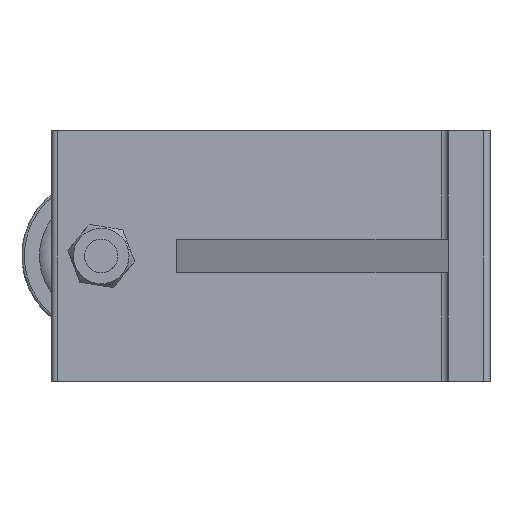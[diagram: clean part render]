
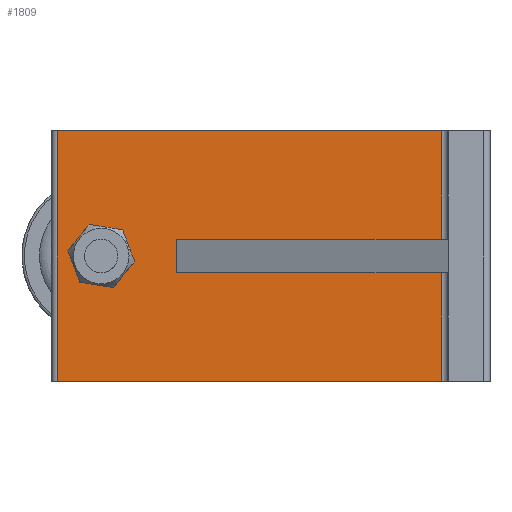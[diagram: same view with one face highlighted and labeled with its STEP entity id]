
A CAD part, left-side view. The second image highlights one B-rep face of the part: STEP entity #1809.
In plain terms, the highlighted planar face has unit normal (-1, 0, 0).
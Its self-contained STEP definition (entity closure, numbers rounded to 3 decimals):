
#71 = LINE ( 'NONE', #1497, #1614 ) ;
#91 = FACE_BOUND ( 'NONE', #2207, .T. ) ;
#98 = VERTEX_POINT ( 'NONE', #1578 ) ;
#184 = AXIS2_PLACEMENT_3D ( 'NONE', #2027, #1031, #2922 ) ;
#185 = EDGE_CURVE ( 'NONE', #1856, #814, #2061, .T. ) ;
#226 = VECTOR ( 'NONE', #2491, 1000. ) ;
#249 = EDGE_CURVE ( 'NONE', #98, #1145, #2392, .T. ) ;
#286 = CARTESIAN_POINT ( 'NONE',  ( 15., 37.5, 15. ) ) ;
#345 = CARTESIAN_POINT ( 'NONE',  ( 15., 51.75, -15. ) ) ;
#349 = ORIENTED_EDGE ( 'NONE', *, *, #2156, .T. ) ;
#402 = CARTESIAN_POINT ( 'NONE',  ( 15., 52.5, 2. ) ) ;
#442 = DIRECTION ( 'NONE',  ( 0., -1., 0. ) ) ;
#543 = EDGE_CURVE ( 'NONE', #796, #2272, #2682, .T. ) ;
#575 = EDGE_CURVE ( 'NONE', #814, #2272, #71, .T. ) ;
#625 = VECTOR ( 'NONE', #1306, 1000. ) ;
#652 = DIRECTION ( 'NONE',  ( 0., -1., 0. ) ) ;
#673 = VECTOR ( 'NONE', #2477, 1000. ) ;
#712 = VERTEX_POINT ( 'NONE', #1336 ) ;
#741 = CARTESIAN_POINT ( 'NONE',  ( 15., 52.5, 15. ) ) ;
#788 = DIRECTION ( 'NONE',  ( 1., 0., 0. ) ) ;
#796 = VERTEX_POINT ( 'NONE', #2966 ) ;
#804 = CARTESIAN_POINT ( 'NONE',  ( 15., 5.75, -15. ) ) ;
#814 = VERTEX_POINT ( 'NONE', #804 ) ;
#830 = CIRCLE ( 'NONE', #2475, 2. ) ;
#831 = CARTESIAN_POINT ( 'NONE',  ( 15., 5.75, 15. ) ) ;
#890 = LINE ( 'NONE', #831, #625 ) ;
#947 = ORIENTED_EDGE ( 'NONE', *, *, #575, .T. ) ;
#960 = VECTOR ( 'NONE', #652, 1000. ) ;
#978 = CIRCLE ( 'NONE', #2726, 2. ) ;
#1031 = DIRECTION ( 'NONE',  ( 1., 0., 0. ) ) ;
#1081 = CARTESIAN_POINT ( 'NONE',  ( 15., 46.5, -2. ) ) ;
#1092 = ORIENTED_EDGE ( 'NONE', *, *, #1322, .T. ) ;
#1108 = CARTESIAN_POINT ( 'NONE',  ( 15., 5.75, -2. ) ) ;
#1145 = VERTEX_POINT ( 'NONE', #1659 ) ;
#1200 = DIRECTION ( 'NONE',  ( 0., 0., 1. ) ) ;
#1242 = DIRECTION ( 'NONE',  ( 0., 1., 0. ) ) ;
#1272 = LINE ( 'NONE', #1541, #226 ) ;
#1306 = DIRECTION ( 'NONE',  ( 0., 0., 1. ) ) ;
#1321 = EDGE_LOOP ( 'NONE', ( #2116, #1772, #2480, #1092, #2051, #947, #3007, #2655 ) ) ;
#1322 = EDGE_CURVE ( 'NONE', #98, #1856, #1272, .T. ) ;
#1324 = VECTOR ( 'NONE', #442, 1000. ) ;
#1336 = CARTESIAN_POINT ( 'NONE',  ( 15., 37.5, 2. ) ) ;
#1369 = VERTEX_POINT ( 'NONE', #1081 ) ;
#1383 = CARTESIAN_POINT ( 'NONE',  ( 15., 46.5, 2. ) ) ;
#1403 = DIRECTION ( 'NONE',  ( 0., -1., 0. ) ) ;
#1433 = VERTEX_POINT ( 'NONE', #1383 ) ;
#1457 = DIRECTION ( 'NONE',  ( 0., 1., 0. ) ) ;
#1477 = CARTESIAN_POINT ( 'NONE',  ( 15., 46.5, 0. ) ) ;
#1497 = CARTESIAN_POINT ( 'NONE',  ( 15., 5.75, -2. ) ) ;
#1503 = LINE ( 'NONE', #286, #2866 ) ;
#1541 = CARTESIAN_POINT ( 'NONE',  ( 15., 51.75, 15. ) ) ;
#1546 = PLANE ( 'NONE',  #184 ) ;
#1578 = CARTESIAN_POINT ( 'NONE',  ( 15., 51.75, 15. ) ) ;
#1614 = VECTOR ( 'NONE', #1988, 1000. ) ;
#1659 = CARTESIAN_POINT ( 'NONE',  ( 15., 5.75, 15. ) ) ;
#1772 = ORIENTED_EDGE ( 'NONE', *, *, #2592, .T. ) ;
#1809 = ADVANCED_FACE ( 'NONE', ( #91, #2498 ), #1546, .F. ) ;
#1856 = VERTEX_POINT ( 'NONE', #345 ) ;
#1886 = EDGE_CURVE ( 'NONE', #712, #2303, #2556, .T. ) ;
#1937 = ORIENTED_EDGE ( 'NONE', *, *, #2141, .T. ) ;
#1988 = DIRECTION ( 'NONE',  ( 0., 0., 1. ) ) ;
#2000 = EDGE_CURVE ( 'NONE', #796, #712, #1503, .T. ) ;
#2027 = CARTESIAN_POINT ( 'NONE',  ( 15., 52.5, 15. ) ) ;
#2051 = ORIENTED_EDGE ( 'NONE', *, *, #185, .T. ) ;
#2061 = LINE ( 'NONE', #2784, #960 ) ;
#2116 = ORIENTED_EDGE ( 'NONE', *, *, #1886, .T. ) ;
#2122 = CARTESIAN_POINT ( 'NONE',  ( 15., 5.75, 2. ) ) ;
#2141 = EDGE_CURVE ( 'NONE', #1433, #1369, #830, .T. ) ;
#2156 = EDGE_CURVE ( 'NONE', #1369, #1433, #978, .T. ) ;
#2167 = DIRECTION ( 'NONE',  ( 1., 0., 0. ) ) ;
#2207 = EDGE_LOOP ( 'NONE', ( #349, #1937 ) ) ;
#2261 = CARTESIAN_POINT ( 'NONE',  ( 15., 52.5, -2. ) ) ;
#2272 = VERTEX_POINT ( 'NONE', #1108 ) ;
#2303 = VERTEX_POINT ( 'NONE', #2122 ) ;
#2392 = LINE ( 'NONE', #741, #2997 ) ;
#2475 = AXIS2_PLACEMENT_3D ( 'NONE', #2646, #2167, #1242 ) ;
#2477 = DIRECTION ( 'NONE',  ( 0., -1., 0. ) ) ;
#2480 = ORIENTED_EDGE ( 'NONE', *, *, #249, .F. ) ;
#2491 = DIRECTION ( 'NONE',  ( 0., 0., -1. ) ) ;
#2498 = FACE_OUTER_BOUND ( 'NONE', #1321, .T. ) ;
#2556 = LINE ( 'NONE', #402, #1324 ) ;
#2592 = EDGE_CURVE ( 'NONE', #2303, #1145, #890, .T. ) ;
#2646 = CARTESIAN_POINT ( 'NONE',  ( 15., 46.5, 0. ) ) ;
#2655 = ORIENTED_EDGE ( 'NONE', *, *, #2000, .T. ) ;
#2682 = LINE ( 'NONE', #2261, #673 ) ;
#2726 = AXIS2_PLACEMENT_3D ( 'NONE', #1477, #788, #1457 ) ;
#2784 = CARTESIAN_POINT ( 'NONE',  ( 15., 52.5, -15. ) ) ;
#2866 = VECTOR ( 'NONE', #1200, 1000. ) ;
#2922 = DIRECTION ( 'NONE',  ( 0., 1., 0. ) ) ;
#2966 = CARTESIAN_POINT ( 'NONE',  ( 15., 37.5, -2. ) ) ;
#2997 = VECTOR ( 'NONE', #1403, 1000. ) ;
#3007 = ORIENTED_EDGE ( 'NONE', *, *, #543, .F. ) ;
